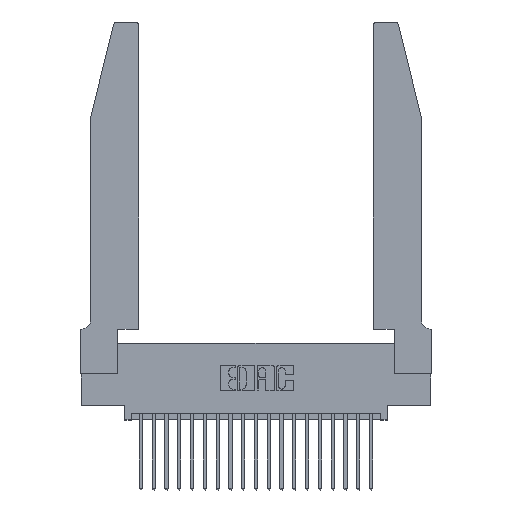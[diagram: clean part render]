
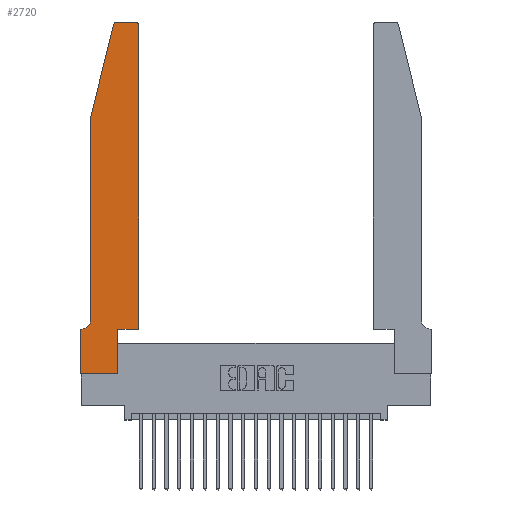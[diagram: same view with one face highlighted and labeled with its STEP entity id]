
A CAD part, top view. The second image highlights one B-rep face of the part: STEP entity #2720.
In plain terms, the highlighted planar face has unit normal (0, 0, 1).
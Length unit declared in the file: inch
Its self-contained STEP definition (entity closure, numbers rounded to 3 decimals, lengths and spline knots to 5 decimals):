
#41 = LINE ( 'NONE', #21018, #17444 ) ;
#114 = AXIS2_PLACEMENT_3D ( 'NONE', #12826, #2200, #12892 ) ;
#715 = CARTESIAN_POINT ( 'NONE',  ( 0.4505, 0.35, 0.37 ) ) ;
#816 = CARTESIAN_POINT ( 'NONE',  ( 0.284, 2.72, 0.37 ) ) ;
#839 = EDGE_CURVE ( 'NONE', #9227, #13845, #4883, .T. ) ;
#878 = VERTEX_POINT ( 'NONE', #14845 ) ;
#994 = VECTOR ( 'NONE', #5822, 39.37008 ) ;
#997 = EDGE_CURVE ( 'NONE', #13845, #17147, #7625, .T. ) ;
#1252 = VERTEX_POINT ( 'NONE', #3144 ) ;
#1415 = ORIENTED_EDGE ( 'NONE', *, *, #22487, .T. ) ;
#1685 = VECTOR ( 'NONE', #3785, 39.37008 ) ;
#1958 = AXIS2_PLACEMENT_3D ( 'NONE', #18331, #11387, #22183 ) ;
#2200 = DIRECTION ( 'NONE',  ( 0., 0., 1. ) ) ;
#2558 = VECTOR ( 'NONE', #16136, 39.37008 ) ;
#2621 = EDGE_CURVE ( 'NONE', #1252, #17917, #7560, .T. ) ;
#2720 = ADVANCED_FACE ( 'NONE', ( #9206 ), #9400, .T. ) ;
#3144 = CARTESIAN_POINT ( 'NONE',  ( 0.4205, 2.75, 0.37 ) ) ;
#3561 = CARTESIAN_POINT ( 'NONE',  ( 0.2865, 0.35, 0.37 ) ) ;
#3563 = EDGE_CURVE ( 'NONE', #9731, #878, #12501, .T. ) ;
#3785 = DIRECTION ( 'NONE',  ( 1., 0., 0. ) ) ;
#4164 = LINE ( 'NONE', #7003, #16055 ) ;
#4369 = VERTEX_POINT ( 'NONE', #20269 ) ;
#4572 = VECTOR ( 'NONE', #22863, 39.37008 ) ;
#4627 = DIRECTION ( 'NONE',  ( 0., 0., 1. ) ) ;
#4837 = ORIENTED_EDGE ( 'NONE', *, *, #16991, .T. ) ;
#4883 = LINE ( 'NONE', #715, #6546 ) ;
#5246 = DIRECTION ( 'NONE',  ( 1., 0., 0. ) ) ;
#5527 = CIRCLE ( 'NONE', #1958, 0.07 ) ;
#5799 = DIRECTION ( 'NONE',  ( 1., 0., 0. ) ) ;
#5822 = DIRECTION ( 'NONE',  ( 0., -1., 0. ) ) ;
#6074 = CARTESIAN_POINT ( 'NONE',  ( 0., 0., 0.37 ) ) ;
#6546 = VECTOR ( 'NONE', #5799, 39.37008 ) ;
#6670 = CARTESIAN_POINT ( 'NONE',  ( 0.4505, 0.35, 0.37 ) ) ;
#6838 = LINE ( 'NONE', #18378, #7654 ) ;
#7003 = CARTESIAN_POINT ( 'NONE',  ( 0.0755, 2., 0.37 ) ) ;
#7300 = VERTEX_POINT ( 'NONE', #8285 ) ;
#7477 = CIRCLE ( 'NONE', #19784, 0.03 ) ;
#7560 = LINE ( 'NONE', #12526, #2558 ) ;
#7625 = LINE ( 'NONE', #6670, #15639 ) ;
#7654 = VECTOR ( 'NONE', #18451, 39.37008 ) ;
#8004 = VERTEX_POINT ( 'NONE', #12611 ) ;
#8210 = CARTESIAN_POINT ( 'NONE',  ( 0.284, 2.75, 0.37 ) ) ;
#8285 = CARTESIAN_POINT ( 'NONE',  ( 0., 0.35, 0.37 ) ) ;
#8448 = DIRECTION ( 'NONE',  ( 0., 0., 1. ) ) ;
#8477 = LINE ( 'NONE', #14446, #994 ) ;
#8495 = DIRECTION ( 'NONE',  ( -1., 0., 0. ) ) ;
#8510 = ORIENTED_EDGE ( 'NONE', *, *, #19856, .T. ) ;
#8969 = ORIENTED_EDGE ( 'NONE', *, *, #997, .T. ) ;
#9175 = CARTESIAN_POINT ( 'NONE',  ( 0.4505, 2.72, 0.37 ) ) ;
#9206 = FACE_OUTER_BOUND ( 'NONE', #21999, .T. ) ;
#9227 = VERTEX_POINT ( 'NONE', #3561 ) ;
#9400 = PLANE ( 'NONE',  #114 ) ;
#9634 = CARTESIAN_POINT ( 'NONE',  ( 0.25487, 2.72718, 0.37 ) ) ;
#9731 = VERTEX_POINT ( 'NONE', #6074 ) ;
#10699 = VERTEX_POINT ( 'NONE', #9634 ) ;
#11077 = EDGE_CURVE ( 'NONE', #10699, #4369, #22241, .T. ) ;
#11387 = DIRECTION ( 'NONE',  ( 0., 0., -1. ) ) ;
#12165 = CARTESIAN_POINT ( 'NONE',  ( 0.0055, 0.35, 0.37 ) ) ;
#12341 = EDGE_CURVE ( 'NONE', #17917, #10699, #12728, .T. ) ;
#12501 = LINE ( 'NONE', #18135, #1685 ) ;
#12526 = CARTESIAN_POINT ( 'NONE',  ( 0.2605, 2.75, 0.37 ) ) ;
#12611 = CARTESIAN_POINT ( 'NONE',  ( 0.0755, 0.42, 0.37 ) ) ;
#12728 = CIRCLE ( 'NONE', #17051, 0.03 ) ;
#12826 = CARTESIAN_POINT ( 'NONE',  ( 0., 0.35, 0.37 ) ) ;
#12892 = DIRECTION ( 'NONE',  ( 1., 0., 0. ) ) ;
#12986 = EDGE_CURVE ( 'NONE', #8004, #18190, #5527, .T. ) ;
#13789 = CARTESIAN_POINT ( 'NONE',  ( 0.4205, 2.72, 0.37 ) ) ;
#13796 = EDGE_CURVE ( 'NONE', #7300, #9731, #8477, .T. ) ;
#13845 = VERTEX_POINT ( 'NONE', #21982 ) ;
#14446 = CARTESIAN_POINT ( 'NONE',  ( 0., 0., 0.37 ) ) ;
#14486 = ORIENTED_EDGE ( 'NONE', *, *, #12986, .T. ) ;
#14845 = CARTESIAN_POINT ( 'NONE',  ( 0.2865, 0., 0.37 ) ) ;
#15639 = VECTOR ( 'NONE', #21178, 39.37008 ) ;
#15690 = ORIENTED_EDGE ( 'NONE', *, *, #13796, .T. ) ;
#15747 = CARTESIAN_POINT ( 'NONE',  ( 0.0755, 2., 0.37 ) ) ;
#16055 = VECTOR ( 'NONE', #17406, 39.37008 ) ;
#16136 = DIRECTION ( 'NONE',  ( -1., 0., 0. ) ) ;
#16934 = ORIENTED_EDGE ( 'NONE', *, *, #11077, .T. ) ;
#16991 = EDGE_CURVE ( 'NONE', #18190, #7300, #41, .T. ) ;
#17051 = AXIS2_PLACEMENT_3D ( 'NONE', #816, #4627, #22143 ) ;
#17147 = VERTEX_POINT ( 'NONE', #9175 ) ;
#17321 = ORIENTED_EDGE ( 'NONE', *, *, #2621, .T. ) ;
#17406 = DIRECTION ( 'NONE',  ( 0., -1., 0. ) ) ;
#17444 = VECTOR ( 'NONE', #8495, 39.37008 ) ;
#17917 = VERTEX_POINT ( 'NONE', #8210 ) ;
#18135 = CARTESIAN_POINT ( 'NONE',  ( 0., 0., 0.37 ) ) ;
#18190 = VERTEX_POINT ( 'NONE', #12165 ) ;
#18331 = CARTESIAN_POINT ( 'NONE',  ( 0.0055, 0.42, 0.37 ) ) ;
#18378 = CARTESIAN_POINT ( 'NONE',  ( 0.2865, 0.35, 0.37 ) ) ;
#18451 = DIRECTION ( 'NONE',  ( 0., 1., 0. ) ) ;
#18515 = ORIENTED_EDGE ( 'NONE', *, *, #3563, .T. ) ;
#18591 = ORIENTED_EDGE ( 'NONE', *, *, #839, .T. ) ;
#19784 = AXIS2_PLACEMENT_3D ( 'NONE', #13789, #8448, #5246 ) ;
#19856 = EDGE_CURVE ( 'NONE', #4369, #8004, #4164, .T. ) ;
#19872 = EDGE_CURVE ( 'NONE', #17147, #1252, #7477, .T. ) ;
#20269 = CARTESIAN_POINT ( 'NONE',  ( 0.0755, 2., 0.37 ) ) ;
#21018 = CARTESIAN_POINT ( 'NONE',  ( 0.0755, 0.35, 0.37 ) ) ;
#21178 = DIRECTION ( 'NONE',  ( 0., 1., 0. ) ) ;
#21818 = ORIENTED_EDGE ( 'NONE', *, *, #12341, .T. ) ;
#21982 = CARTESIAN_POINT ( 'NONE',  ( 0.4505, 0.35, 0.37 ) ) ;
#21999 = EDGE_LOOP ( 'NONE', ( #17321, #21818, #16934, #8510, #14486, #4837, #15690, #18515, #1415, #18591, #8969, #22207 ) ) ;
#22143 = DIRECTION ( 'NONE',  ( 1., 0., 0. ) ) ;
#22183 = DIRECTION ( 'NONE',  ( -1., 0., 0. ) ) ;
#22207 = ORIENTED_EDGE ( 'NONE', *, *, #19872, .T. ) ;
#22241 = LINE ( 'NONE', #15747, #4572 ) ;
#22487 = EDGE_CURVE ( 'NONE', #878, #9227, #6838, .T. ) ;
#22863 = DIRECTION ( 'NONE',  ( -0.239, -0.971, 0. ) ) ;
